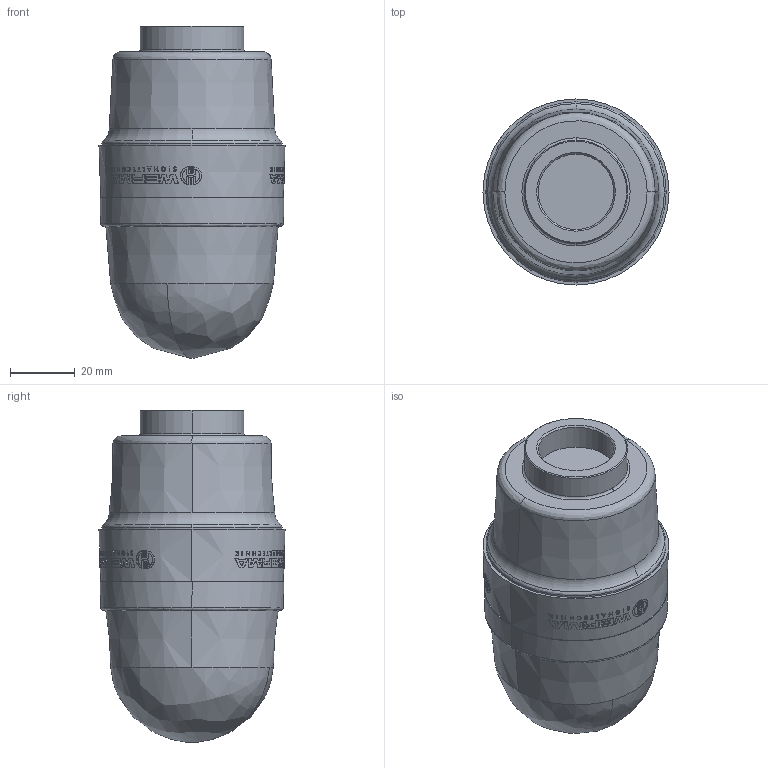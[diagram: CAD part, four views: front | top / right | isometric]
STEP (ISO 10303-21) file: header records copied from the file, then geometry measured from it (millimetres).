
FILE_DESCRIPTION (( 'STEP AP214' ), '1' );
FILE_NAME ('20912067.step', '2016-03-10T23:09:52', ( '' ), ( '' ), 'SwSTEP 2.0', 'SolidWorks 2015', '' );
FILE_SCHEMA (( 'AUTOMOTIVE_DESIGN' ));
Length unit declared in the file: inch
Products named in the file (1): 20912067
Bounding box: 57.63 x 57.63 x 102.81 mm (x, y, z)
Volume: 192045.2 mm3; surface area: 19310.7 mm2
Topology: 1 solids, 1 shells, 791 faces, 2125 edges, 1412 vertices
Faces by surface type: plane 525, cylinder 168, cone 86, bspline 8, torus 4
Entity records: 38205 total; most frequent: CARTESIAN_POINT 9500, ORIENTED_EDGE 4250, DIRECTION 3317, EDGE_CURVE 2125, VERTEX_POINT 1412, AXIS2_PLACEMENT_3D 1249, EDGE_LOOP 867, VECTOR 819
